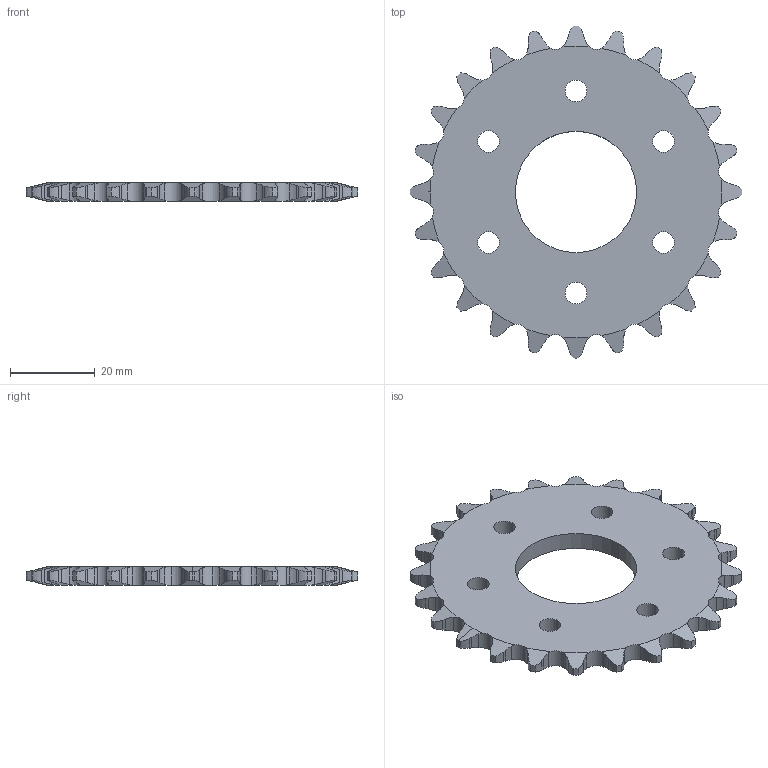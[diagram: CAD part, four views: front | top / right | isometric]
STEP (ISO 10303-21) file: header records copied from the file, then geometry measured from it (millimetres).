
FILE_DESCRIPTION (( 'STEP AP214' ), '1' );
FILE_NAME ('am-0217_Plate Sprocket.STEP', '2018-07-17T18:21:04', ( '' ), ( '' ), 'SwSTEP 2.0', 'SolidWorks 2018', '' );
FILE_SCHEMA (( 'AUTOMOTIVE_DESIGN' ));
Length unit declared in the file: inch
Products named in the file (1): am-0217_Plate Sprocket
Bounding box: 78.22 x 78.22 x 4.27 mm (x, y, z)
Volume: 13831.8 mm3; surface area: 8677.9 mm2
Topology: 1 solids, 1 shells, 271 faces, 806 edges, 537 vertices
Faces by surface type: cylinder 171, cone 50, plane 50
Entity records: 9935 total; most frequent: CARTESIAN_POINT 3205, ORIENTED_EDGE 1612, DIRECTION 1135, EDGE_CURVE 806, VERTEX_POINT 537, AXIS2_PLACEMENT_3D 457, B_SPLINE_CURVE_WITH_KNOTS 400, EDGE_LOOP 285
